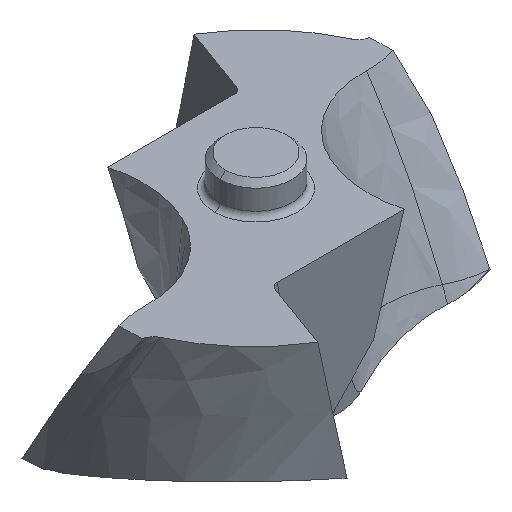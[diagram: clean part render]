
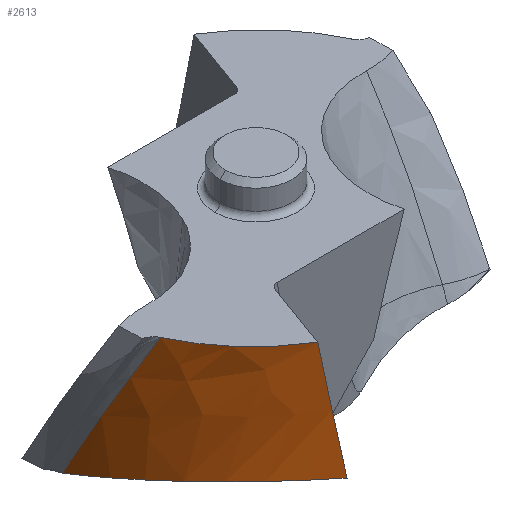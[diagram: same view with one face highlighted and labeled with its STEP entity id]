
A CAD part, isometric view. The second image highlights one B-rep face of the part: STEP entity #2613.
In plain terms, the highlighted free-form (B-spline) face has degree [3, 3] with [7, 5] control points.
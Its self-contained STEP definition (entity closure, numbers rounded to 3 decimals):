
#239=CARTESIAN_POINT('',(-2.813,-4.512,
0.));
#240=CARTESIAN_POINT('',(-3.173,-4.294,
0.));
#241=CARTESIAN_POINT('',(-3.994,-3.654,
0.));
#242=CARTESIAN_POINT('',(-4.598,-2.795,
0.));
#243=CARTESIAN_POINT('',(-4.857,-2.24,
0.));
#1002=CARTESIAN_POINT('',(-5.35,-0.033,
-4.084));
#1036=CARTESIAN_POINT('',(-2.28,-4.781,
-3.363));
#1037=CARTESIAN_POINT('',(-2.438,-4.708,
-3.334));
#1038=CARTESIAN_POINT('',(-2.742,-4.548,
-3.285));
#1039=CARTESIAN_POINT('',(-3.165,-4.273,
-3.237));
#1040=CARTESIAN_POINT('',(-3.553,-3.966,
-3.215));
#1041=CARTESIAN_POINT('',(-3.904,-3.632,
-3.217));
#1042=CARTESIAN_POINT('',(-4.23,-3.258,
-3.243));
#1043=CARTESIAN_POINT('',(-4.519,-2.857,
-3.293));
#1044=CARTESIAN_POINT('',(-4.771,-2.424,
-3.369));
#1045=CARTESIAN_POINT('',(-4.982,-1.963,
-3.471));
#1046=CARTESIAN_POINT('',(-5.132,-1.535,
-3.582));
#1047=CARTESIAN_POINT('',(-5.254,-1.055,
-3.723));
#1048=CARTESIAN_POINT('',(-5.33,-0.557,
-3.889));
#1049=CARTESIAN_POINT('',(-5.35,-0.21,
-4.016));
#1050=CARTESIAN_POINT('',(-5.35,-0.033,
-4.084));
#1055=CARTESIAN_POINT('',(-5.35,-0.033,
-4.084));
#1056=CARTESIAN_POINT('',(-5.352,-0.463,
-3.285));
#1057=CARTESIAN_POINT('',(-5.258,-1.212,
-1.923));
#1058=CARTESIAN_POINT('',(-4.994,-1.945,
-0.562));
#1059=CARTESIAN_POINT('',(-4.857,-2.24,
0.));
#1064=CARTESIAN_POINT('',(-2.28,-4.781,
-3.363));
#1065=CARTESIAN_POINT('',(-2.3,-4.764,
-3.222));
#1066=CARTESIAN_POINT('',(-2.343,-4.73,
-2.927));
#1067=CARTESIAN_POINT('',(-2.415,-4.683,
-2.453));
#1068=CARTESIAN_POINT('',(-2.5,-4.636,
-1.908));
#1069=CARTESIAN_POINT('',(-2.57,-4.603,
-1.47));
#1070=CARTESIAN_POINT('',(-2.643,-4.573,
-1.021));
#1071=CARTESIAN_POINT('',(-2.724,-4.543,
-0.531));
#1072=CARTESIAN_POINT('',(-2.783,-4.522,
-0.181));
#1073=CARTESIAN_POINT('',(-2.813,-4.512,
0.));
#1338=CARTESIAN_POINT('',(-2.813,-4.512,
0.));
#1339=VERTEX_POINT('',#1338);
#1340=VERTEX_POINT('',#243);
#1371=VERTEX_POINT('',#1002);
#1372=VERTEX_POINT('',#1036);
#2570=CARTESIAN_POINT('',(-2.496,-4.728,
-4.125));
#2571=CARTESIAN_POINT('',(-2.175,-4.83,
-3.312));
#2572=CARTESIAN_POINT('',(-1.527,-5.023,
-1.924));
#2573=CARTESIAN_POINT('',(-0.702,-5.2,
-0.536));
#2574=CARTESIAN_POINT('',(-0.332,-5.265,
0.039));
#2575=CARTESIAN_POINT('',(-2.55,-4.699,
-4.125));
#2576=CARTESIAN_POINT('',(-2.231,-4.807,
-3.312));
#2577=CARTESIAN_POINT('',(-1.584,-5.008,
-1.924));
#2578=CARTESIAN_POINT('',(-0.762,-5.193,
-0.536));
#2579=CARTESIAN_POINT('',(-0.393,-5.262,
0.039));
#2580=CARTESIAN_POINT('',(-3.151,-4.37,
-4.125));
#2581=CARTESIAN_POINT('',(-2.846,-4.534,
-3.312));
#2582=CARTESIAN_POINT('',(-2.223,-4.831,
-1.924));
#2583=CARTESIAN_POINT('',(-1.424,-5.112,
-0.536));
#2584=CARTESIAN_POINT('',(-1.065,-5.22,
0.039));
#2585=CARTESIAN_POINT('',(-4.172,-3.521,
-4.125));
#2586=CARTESIAN_POINT('',(-3.914,-3.786,
-3.312));
#2587=CARTESIAN_POINT('',(-3.372,-4.256,
-1.924));
#2588=CARTESIAN_POINT('',(-2.655,-4.711,
-0.536));
#2589=CARTESIAN_POINT('',(-2.329,-4.892,
0.039));
#2590=CARTESIAN_POINT('',(-5.136,-1.863,
-4.125));
#2591=CARTESIAN_POINT('',(-4.993,-2.243,
-3.312));
#2592=CARTESIAN_POINT('',(-4.647,-2.909,
-1.924));
#2593=CARTESIAN_POINT('',(-4.126,-3.559,
-0.536));
#2594=CARTESIAN_POINT('',(-3.882,-3.82,
0.039));
#2595=CARTESIAN_POINT('',(-5.356,-0.597,
-4.125));
#2596=CARTESIAN_POINT('',(-5.311,-1.022,
-3.312));
#2597=CARTESIAN_POINT('',(-5.135,-1.764,
-1.924));
#2598=CARTESIAN_POINT('',(-4.783,-2.491,
-0.536));
#2599=CARTESIAN_POINT('',(-4.608,-2.784,
0.039));
#2600=CARTESIAN_POINT('',(-5.35,0.046,
-4.125));
#2601=CARTESIAN_POINT('',(-5.359,-0.393,
-3.312));
#2602=CARTESIAN_POINT('',(-5.272,-1.158,
-1.924));
#2603=CARTESIAN_POINT('',(-5.009,-1.908,
-0.536));
#2604=CARTESIAN_POINT('',(-4.872,-2.21,
0.039));
#2605=B_SPLINE_SURFACE_WITH_KNOTS('',3,3,((#2570,#2571,#2572,#2573,#2574),
(#2575,#2576,#2577,#2578,#2579),(#2580,#2581,#2582,#2583,#2584),(#2585,#2586,
#2587,#2588,#2589),(#2590,#2591,#2592,#2593,#2594),(#2595,#2596,#2597,#2598,
#2599),(#2600,#2601,#2602,#2603,#2604)),.UNSPECIFIED.,.F.,.F.,.F.,(4,1,1,1,4),
(4,1,4),(0.225,0.25,0.5,0.75,1.008),(
0.063,2.879,4.871),.UNSPECIFIED.);
#2606=ORIENTED_EDGE('',*,*,#1964,.T.);
#2607=ORIENTED_EDGE('',*,*,#2561,.T.);
#2608=ORIENTED_EDGE('',*,*,#1621,.F.);
#2610=ORIENTED_EDGE('',*,*,#2609,.F.);
#2611=EDGE_LOOP('',(#2606,#2607,#2608,#2610));
#2612=FACE_OUTER_BOUND('',#2611,.F.);
#244=B_SPLINE_CURVE_WITH_KNOTS('',3,(#239,#240,#241,#242,#243),.UNSPECIFIED.,
.F.,.F.,(4,1,4),(0.,0.407,1.),.UNSPECIFIED.);
#1051=B_SPLINE_CURVE_WITH_KNOTS('',3,(#1036,#1037,#1038,#1039,#1040,#1041,#1042,
#1043,#1044,#1045,#1046,#1047,#1048,#1049,#1050),.UNSPECIFIED.,.F.,.F.,(4,1,1,1,
1,1,1,1,1,1,1,1,4),(0.,0.083,0.167,0.25,
0.333,0.417,0.5,0.583,0.667,
0.75,0.833,0.917,1.),.UNSPECIFIED.);
#1060=B_SPLINE_CURVE_WITH_KNOTS('',3,(#1055,#1056,#1057,#1058,#1059),
.UNSPECIFIED.,.F.,.F.,(4,1,4),(0.,0.587,1.),.UNSPECIFIED.);
#1074=B_SPLINE_CURVE_WITH_KNOTS('',3,(#1064,#1065,#1066,#1067,#1068,#1069,#1070,
#1071,#1072,#1073),.UNSPECIFIED.,.F.,.F.,(4,1,1,1,1,1,1,4),(0.,
0.143,0.286,0.429,0.571,
0.714,0.857,1.),.UNSPECIFIED.);
#1621=EDGE_CURVE('',#1339,#1340,#244,.T.);
#1964=EDGE_CURVE('',#1372,#1371,#1051,.T.);
#2561=EDGE_CURVE('',#1371,#1340,#1060,.T.);
#2609=EDGE_CURVE('',#1372,#1339,#1074,.T.);
#2613=ADVANCED_FACE('',(#2612),#2605,.F.);
